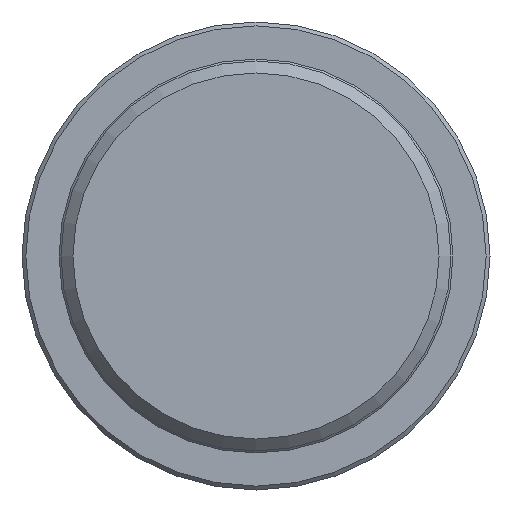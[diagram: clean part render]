
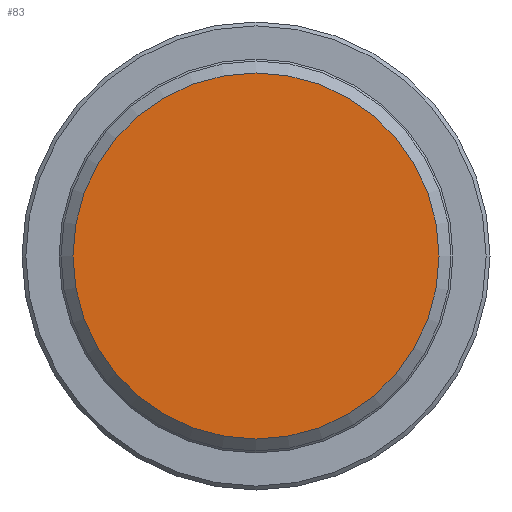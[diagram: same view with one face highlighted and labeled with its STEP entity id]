
A CAD part, front view. The second image highlights one B-rep face of the part: STEP entity #83.
In plain terms, the highlighted planar face has unit normal (0, -1, 0).
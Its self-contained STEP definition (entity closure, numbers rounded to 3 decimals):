
#83 = ADVANCED_FACE( '', ( #184 ), #185, .F. );
#184 = FACE_OUTER_BOUND( '', #306, .T. );
#185 = PLANE( '', #307 );
#306 = EDGE_LOOP( '', ( #472 ) );
#307 = AXIS2_PLACEMENT_3D( '', #473, #474, #475 );
#472 = ORIENTED_EDGE( '', *, *, #698, .T. );
#473 = CARTESIAN_POINT( '', ( 14.08, -16., 0. ) );
#474 = DIRECTION( '', ( 0., 1., 0. ) );
#475 = DIRECTION( '', ( 0., 0., 1. ) );
#698 = EDGE_CURVE( '', #825, #825, #826, .T. );
#825 = VERTEX_POINT( '', #998 );
#826 = CIRCLE( '', #999, 14.08 );
#998 = CARTESIAN_POINT( '', ( 0., -16., -14.08 ) );
#999 = AXIS2_PLACEMENT_3D( '', #1134, #1135, #1136 );
#1134 = CARTESIAN_POINT( '', ( 0., -16., 0. ) );
#1135 = DIRECTION( '', ( 0., -1., 0. ) );
#1136 = DIRECTION( '', ( 0., 0., -1. ) );
